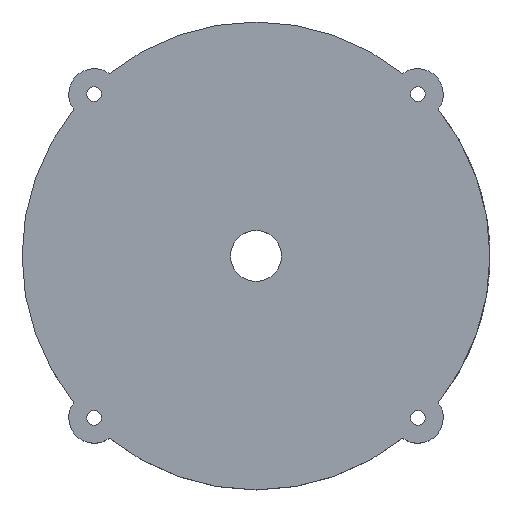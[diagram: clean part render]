
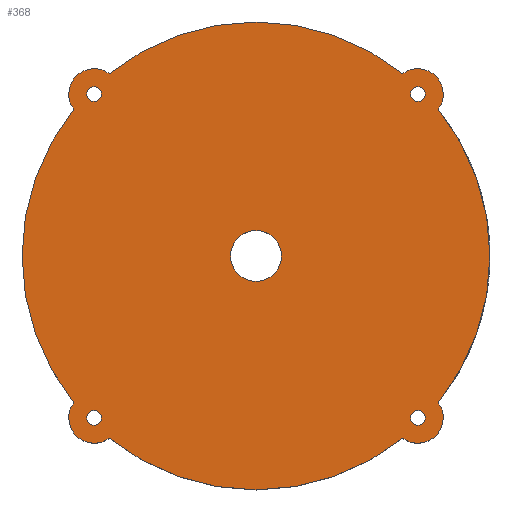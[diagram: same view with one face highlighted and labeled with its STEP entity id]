
A CAD part, top view. The second image highlights one B-rep face of the part: STEP entity #368.
In plain terms, the highlighted planar face has unit normal (0, 0, 1).
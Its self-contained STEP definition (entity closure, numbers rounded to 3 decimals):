
#20=FACE_BOUND('',#135,.T.);
#21=FACE_BOUND('',#136,.T.);
#22=FACE_BOUND('',#137,.T.);
#23=FACE_BOUND('',#138,.T.);
#24=FACE_BOUND('',#139,.T.);
#28=PLANE('',#444);
#33=CIRCLE('',#401,1.45);
#35=CIRCLE('',#404,1.45);
#37=CIRCLE('',#407,1.45);
#39=CIRCLE('',#410,1.45);
#40=CIRCLE('',#412,46.);
#42=CIRCLE('',#415,5.);
#44=CIRCLE('',#418,46.);
#46=CIRCLE('',#421,5.);
#48=CIRCLE('',#424,46.);
#50=CIRCLE('',#427,5.);
#53=CIRCLE('',#431,46.);
#55=CIRCLE('',#434,5.);
#60=CIRCLE('',#443,5.);
#109=FACE_OUTER_BOUND('',#134,.T.);
#134=EDGE_LOOP('',(#319,#320,#321,#322,#323,#324,#325,#326));
#135=EDGE_LOOP('',(#327));
#136=EDGE_LOOP('',(#328));
#137=EDGE_LOOP('',(#329));
#138=EDGE_LOOP('',(#330));
#139=EDGE_LOOP('',(#331));
#154=VERTEX_POINT('',#628);
#156=VERTEX_POINT('',#634);
#158=VERTEX_POINT('',#640);
#160=VERTEX_POINT('',#646);
#161=VERTEX_POINT('',#650);
#162=VERTEX_POINT('',#651);
#165=VERTEX_POINT('',#659);
#167=VERTEX_POINT('',#665);
#169=VERTEX_POINT('',#671);
#171=VERTEX_POINT('',#677);
#173=VERTEX_POINT('',#683);
#176=VERTEX_POINT('',#691);
#180=VERTEX_POINT('',#709);
#191=EDGE_CURVE('',#154,#154,#33,.T.);
#194=EDGE_CURVE('',#156,#156,#35,.T.);
#197=EDGE_CURVE('',#158,#158,#37,.T.);
#200=EDGE_CURVE('',#160,#160,#39,.T.);
#201=EDGE_CURVE('',#161,#162,#40,.T.);
#205=EDGE_CURVE('',#162,#165,#42,.T.);
#208=EDGE_CURVE('',#165,#167,#44,.T.);
#211=EDGE_CURVE('',#167,#169,#46,.T.);
#214=EDGE_CURVE('',#169,#171,#48,.T.);
#217=EDGE_CURVE('',#171,#173,#50,.T.);
#222=EDGE_CURVE('',#173,#176,#53,.T.);
#224=EDGE_CURVE('',#176,#161,#55,.T.);
#231=EDGE_CURVE('',#180,#180,#60,.T.);
#319=ORIENTED_EDGE('',*,*,#224,.T.);
#320=ORIENTED_EDGE('',*,*,#201,.T.);
#321=ORIENTED_EDGE('',*,*,#205,.T.);
#322=ORIENTED_EDGE('',*,*,#208,.T.);
#323=ORIENTED_EDGE('',*,*,#211,.T.);
#324=ORIENTED_EDGE('',*,*,#214,.T.);
#325=ORIENTED_EDGE('',*,*,#217,.T.);
#326=ORIENTED_EDGE('',*,*,#222,.T.);
#327=ORIENTED_EDGE('',*,*,#191,.T.);
#328=ORIENTED_EDGE('',*,*,#194,.T.);
#329=ORIENTED_EDGE('',*,*,#197,.T.);
#330=ORIENTED_EDGE('',*,*,#200,.T.);
#331=ORIENTED_EDGE('',*,*,#231,.T.);
#368=ADVANCED_FACE('',(#109,#20,#21,#22,#23,#24),#28,.T.);
#401=AXIS2_PLACEMENT_3D('',#630,#466,#467);
#404=AXIS2_PLACEMENT_3D('',#636,#473,#474);
#407=AXIS2_PLACEMENT_3D('',#642,#480,#481);
#410=AXIS2_PLACEMENT_3D('',#648,#487,#488);
#412=AXIS2_PLACEMENT_3D('',#652,#491,#492);
#415=AXIS2_PLACEMENT_3D('',#660,#499,#500);
#418=AXIS2_PLACEMENT_3D('',#666,#506,#507);
#421=AXIS2_PLACEMENT_3D('',#672,#513,#514);
#424=AXIS2_PLACEMENT_3D('',#678,#520,#521);
#427=AXIS2_PLACEMENT_3D('',#684,#527,#528);
#431=AXIS2_PLACEMENT_3D('',#693,#537,#538);
#434=AXIS2_PLACEMENT_3D('',#696,#543,#544);
#443=AXIS2_PLACEMENT_3D('',#711,#563,#564);
#444=AXIS2_PLACEMENT_3D('',#712,#565,#566);
#466=DIRECTION('center_axis',(0.,0.,-1.));
#467=DIRECTION('ref_axis',(-1.,0.,0.));
#473=DIRECTION('center_axis',(0.,0.,-1.));
#474=DIRECTION('ref_axis',(-1.,0.,0.));
#480=DIRECTION('center_axis',(0.,0.,-1.));
#481=DIRECTION('ref_axis',(-1.,0.,0.));
#487=DIRECTION('center_axis',(0.,0.,-1.));
#488=DIRECTION('ref_axis',(-1.,0.,0.));
#491=DIRECTION('center_axis',(0.,0.,1.));
#492=DIRECTION('ref_axis',(0.627,0.779,0.));
#499=DIRECTION('center_axis',(0.,0.,1.));
#500=DIRECTION('ref_axis',(0.745,0.667,0.));
#506=DIRECTION('center_axis',(0.,0.,1.));
#507=DIRECTION('ref_axis',(-0.779,0.627,0.));
#513=DIRECTION('center_axis',(0.,0.,1.));
#514=DIRECTION('ref_axis',(-0.667,0.745,0.));
#520=DIRECTION('center_axis',(0.,0.,1.));
#521=DIRECTION('ref_axis',(-0.627,-0.779,0.));
#527=DIRECTION('center_axis',(0.,0.,1.));
#528=DIRECTION('ref_axis',(-0.745,-0.667,0.));
#537=DIRECTION('center_axis',(0.,0.,1.));
#538=DIRECTION('ref_axis',(0.779,-0.627,0.));
#543=DIRECTION('center_axis',(0.,0.,1.));
#544=DIRECTION('ref_axis',(0.667,-0.745,0.));
#563=DIRECTION('center_axis',(0.,0.,-1.));
#564=DIRECTION('ref_axis',(-1.,0.,0.));
#565=DIRECTION('center_axis',(0.,0.,1.));
#566=DIRECTION('ref_axis',(1.,0.,0.));
#628=CARTESIAN_POINT('',(-30.37,31.82,0.));
#630=CARTESIAN_POINT('Origin',(-31.82,31.82,0.));
#634=CARTESIAN_POINT('',(33.27,31.82,0.));
#636=CARTESIAN_POINT('Origin',(31.82,31.82,0.));
#640=CARTESIAN_POINT('',(-30.37,-31.82,0.));
#642=CARTESIAN_POINT('Origin',(-31.82,-31.82,0.));
#646=CARTESIAN_POINT('',(33.27,-31.82,0.));
#648=CARTESIAN_POINT('Origin',(31.82,-31.82,0.));
#650=CARTESIAN_POINT('',(28.841,35.836,0.));
#651=CARTESIAN_POINT('',(-28.841,35.836,0.));
#652=CARTESIAN_POINT('Origin',(0.,0.,0.));
#659=CARTESIAN_POINT('',(-35.836,28.841,0.));
#660=CARTESIAN_POINT('Origin',(-31.82,31.82,0.));
#665=CARTESIAN_POINT('',(-35.836,-28.841,0.));
#666=CARTESIAN_POINT('Origin',(0.,0.,0.));
#671=CARTESIAN_POINT('',(-28.841,-35.836,0.));
#672=CARTESIAN_POINT('Origin',(-31.82,-31.82,0.));
#677=CARTESIAN_POINT('',(28.841,-35.836,0.));
#678=CARTESIAN_POINT('Origin',(0.,0.,0.));
#683=CARTESIAN_POINT('',(35.836,-28.841,0.));
#684=CARTESIAN_POINT('Origin',(31.82,-31.82,0.));
#691=CARTESIAN_POINT('',(35.836,28.841,0.));
#693=CARTESIAN_POINT('Origin',(0.,0.,0.));
#696=CARTESIAN_POINT('Origin',(31.82,31.82,0.));
#709=CARTESIAN_POINT('',(5.,0.,0.));
#711=CARTESIAN_POINT('Origin',(0.,0.,0.));
#712=CARTESIAN_POINT('Origin',(0.,0.,0.));
